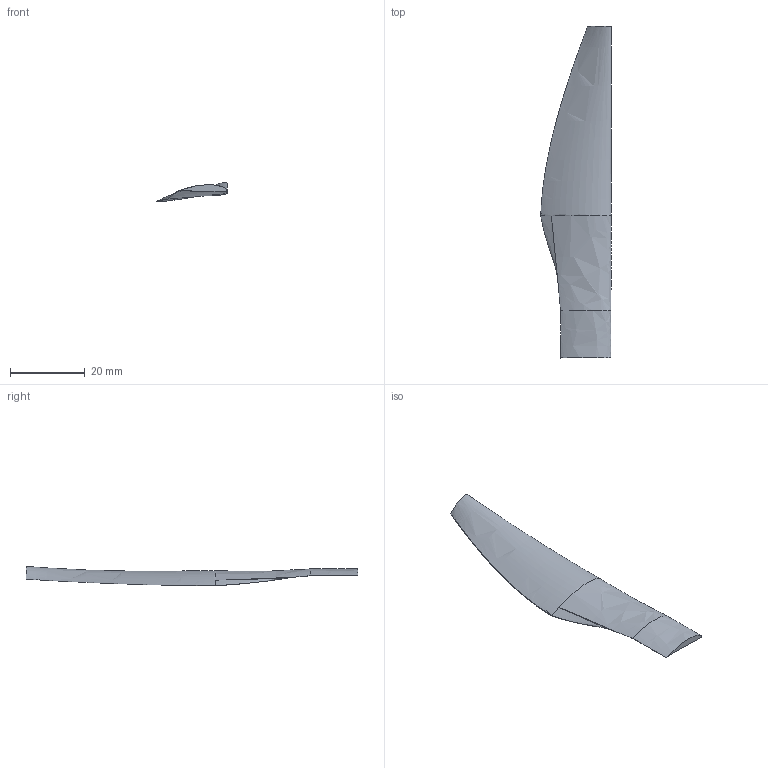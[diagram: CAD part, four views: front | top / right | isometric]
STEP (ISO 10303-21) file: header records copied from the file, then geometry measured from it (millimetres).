
FILE_DESCRIPTION(/* description */ (''),/* implementation_level */ '2;1');
FILE_NAME(/* name */ '7x4.8 propeller (1in hub) v2.step',/* time_stamp */ '2025-06-08T12:46:50+05:30',/* author */ (''),/* organization */ (''),/* preprocessor_version */ 'ST-DEVELOPER v20.1',/* originating_system */ 'Autodesk Translation Framework v14.10.0.0',/* authorisation */ '');
FILE_SCHEMA (('AUTOMOTIVE_DESIGN { 1 0 10303 214 3 1 1 }'));
Length unit declared in the file: millimetre
Products named in the file (1): 7x4.8 propeller (1in hub)
Bounding box: 18.86 x 88.9 x 5.12 mm (x, y, z)
Volume: 1647.1 mm3; surface area: 2695.5 mm2
Topology: 1 solids, 1 shells, 5 faces, 14 edges, 11 vertices
Faces by surface type: bspline 3, plane 2
Entity records: 6961 total; most frequent: CARTESIAN_POINT 6837, ORIENTED_EDGE 28, EDGE_CURVE 14, VERTEX_POINT 11, DIRECTION 7, FACE_OUTER_BOUND 5, EDGE_LOOP 5, ADVANCED_FACE 5
